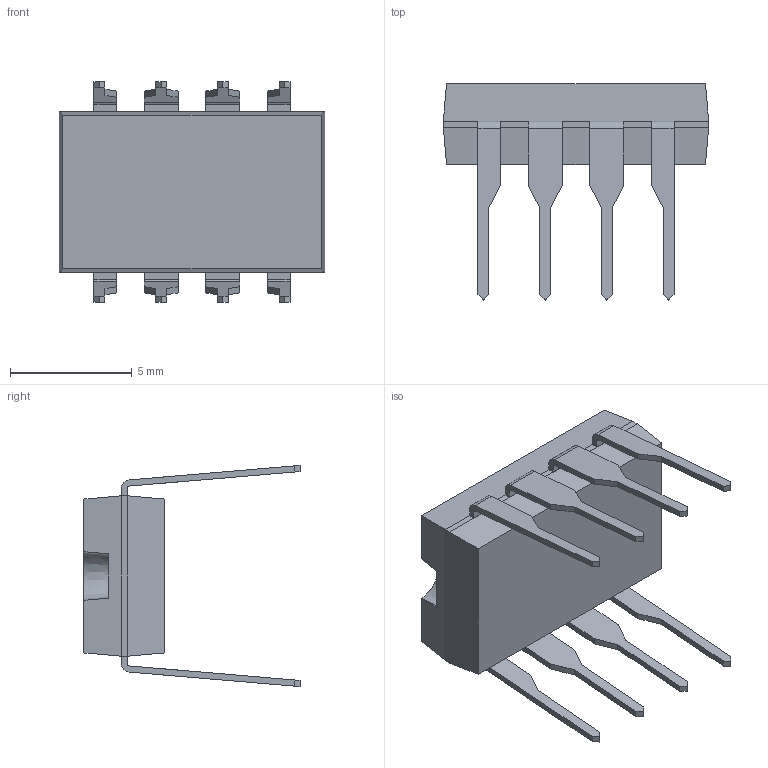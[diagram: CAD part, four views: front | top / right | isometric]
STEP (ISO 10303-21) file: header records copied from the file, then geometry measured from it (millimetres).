
FILE_DESCRIPTION (( 'STEP AP214' ), '1' );
FILE_NAME ('TDA2822M.STEP', '2019-08-12T12:37:44', ( '' ), ( '' ), 'SwSTEP 2.0', 'SolidWorks 2017', '' );
FILE_SCHEMA (( 'AUTOMOTIVE_DESIGN' ));
Length unit declared in the file: millimetre
Products named in the file (1): TDA2822M
Bounding box: 10.92 x 8.89 x 9.1 mm (x, y, z)
Volume: 242.5 mm3; surface area: 379 mm2
Topology: 9 solids, 9 shells, 130 faces, 326 edges, 214 vertices
Faces by surface type: plane 111, cylinder 16, cone 3
Entity records: 3934 total; most frequent: CARTESIAN_POINT 677, ORIENTED_EDGE 652, DIRECTION 622, EDGE_CURVE 326, LINE 288, VECTOR 288, VERTEX_POINT 214, AXIS2_PLACEMENT_3D 167
